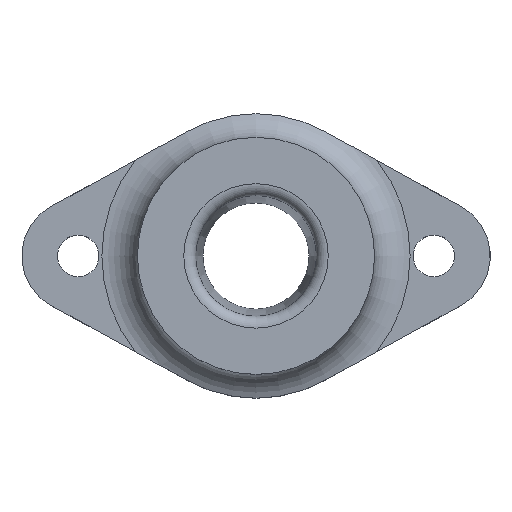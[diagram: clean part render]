
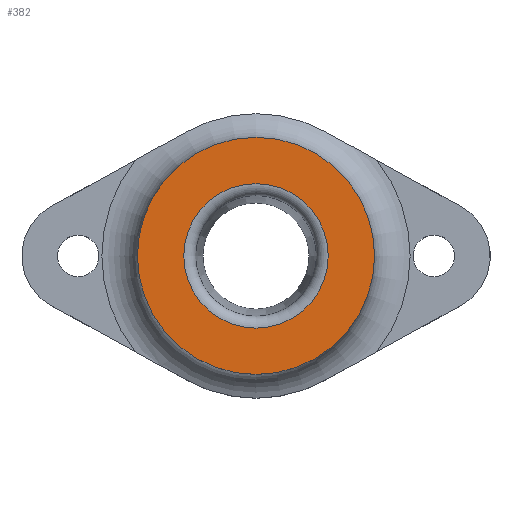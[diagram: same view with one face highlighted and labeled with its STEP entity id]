
A CAD part, top view. The second image highlights one B-rep face of the part: STEP entity #382.
In plain terms, the highlighted planar face has unit normal (0, 0, 1).
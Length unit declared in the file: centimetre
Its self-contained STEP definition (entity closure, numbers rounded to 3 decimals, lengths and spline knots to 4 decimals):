
#147=PLANE('',#403);
#156=VERTEX_POINT('',#517);
#158=VERTEX_POINT('',#523);
#185=CIRCLE('',#400,0.6091);
#187=CIRCLE('',#404,1.);
#204=EDGE_CURVE('',#156,#156,#185,.T.);
#206=EDGE_CURVE('',#158,#158,#187,.T.);
#246=ORIENTED_EDGE('',*,*,#206,.F.);
#247=ORIENTED_EDGE('',*,*,#204,.F.);
#324=EDGE_LOOP('',(#246));
#325=EDGE_LOOP('',(#247));
#354=FACE_BOUND('',#324,.T.);
#355=FACE_BOUND('',#325,.T.);
#382=ADVANCED_FACE('',(#354,#355),#147,.T.);
#400=AXIS2_PLACEMENT_3D('',#516,#437,#438);
#403=AXIS2_PLACEMENT_3D('',#521,#443,$);
#404=AXIS2_PLACEMENT_3D('',#522,#444,#445);
#437=DIRECTION('',(0.,0.,1.));
#438=DIRECTION('',(-0.609,0.,0.));
#443=DIRECTION('',(0.,0.,1.));
#444=DIRECTION('',(0.,0.,-1.));
#445=DIRECTION('',(1.,0.,0.));
#516=CARTESIAN_POINT('',(0.,0.,0.8));
#517=CARTESIAN_POINT('',(0.6091,0.,0.8));
#521=CARTESIAN_POINT('',(0.,0.,0.8));
#522=CARTESIAN_POINT('',(0.,0.,0.8));
#523=CARTESIAN_POINT('',(1.,0.,0.8));
